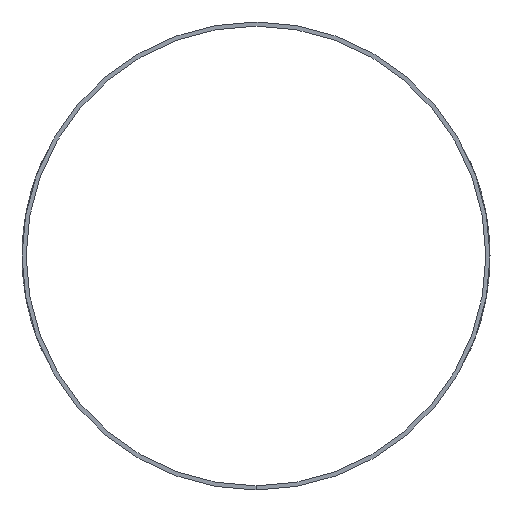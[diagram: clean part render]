
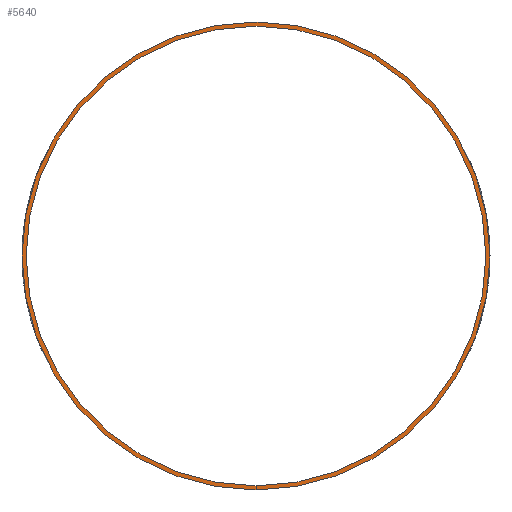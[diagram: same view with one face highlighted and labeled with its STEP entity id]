
A CAD part, front view. The second image highlights one B-rep face of the part: STEP entity #5640.
In plain terms, the highlighted planar face has unit normal (0, -1, 0).
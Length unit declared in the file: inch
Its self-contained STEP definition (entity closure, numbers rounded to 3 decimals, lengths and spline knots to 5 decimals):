
#260 = DIRECTION ( 'NONE',  ( 0., 0., -1. ) ) ;
#293 = LINE ( 'NONE', #1656, #3559 ) ;
#408 = DIRECTION ( 'NONE',  ( 0., 0., 1. ) ) ;
#502 = CARTESIAN_POINT ( 'NONE',  ( 0.0012, 0., -6.9 ) ) ;
#640 = VECTOR ( 'NONE', #4772, 39.37008 ) ;
#853 = CARTESIAN_POINT ( 'NONE',  ( 0., 0., 0. ) ) ;
#854 = VERTEX_POINT ( 'NONE', #3817 ) ;
#1450 = FACE_OUTER_BOUND ( 'NONE', #1833, .T. ) ;
#1575 = VERTEX_POINT ( 'NONE', #5814 ) ;
#1656 = CARTESIAN_POINT ( 'NONE',  ( 0., 0., -6.9 ) ) ;
#1833 = EDGE_LOOP ( 'NONE', ( #4138, #2640, #3705, #5935 ) ) ;
#1862 = VERTEX_POINT ( 'NONE', #3424 ) ;
#2052 = CIRCLE ( 'NONE', #5758, 6.9 ) ;
#2272 = DIRECTION ( 'NONE',  ( 0., 1., 0. ) ) ;
#2366 = DIRECTION ( 'NONE',  ( 0., -1., 0. ) ) ;
#2640 = ORIENTED_EDGE ( 'NONE', *, *, #6174, .T. ) ;
#2756 = DIRECTION ( 'NONE',  ( 0., 0., -1. ) ) ;
#3221 = EDGE_CURVE ( 'NONE', #4580, #1575, #6069, .T. ) ;
#3353 = AXIS2_PLACEMENT_3D ( 'NONE', #4723, #4160, #2756 ) ;
#3358 = PLANE ( 'NONE',  #5858 ) ;
#3424 = CARTESIAN_POINT ( 'NONE',  ( 0.0012, 0., -6.9 ) ) ;
#3559 = VECTOR ( 'NONE', #260, 39.37008 ) ;
#3705 = ORIENTED_EDGE ( 'NONE', *, *, #3221, .T. ) ;
#3754 = EDGE_CURVE ( 'NONE', #854, #1575, #293, .T. ) ;
#3817 = CARTESIAN_POINT ( 'NONE',  ( 0., 0., -6.9 ) ) ;
#4138 = ORIENTED_EDGE ( 'NONE', *, *, #6059, .F. ) ;
#4154 = DIRECTION ( 'NONE',  ( 0., 0., -1. ) ) ;
#4160 = DIRECTION ( 'NONE',  ( 0., -1., 0. ) ) ;
#4580 = VERTEX_POINT ( 'NONE', #5829 ) ;
#4723 = CARTESIAN_POINT ( 'NONE',  ( 0., 0., 0. ) ) ;
#4772 = DIRECTION ( 'NONE',  ( 0., 0., -1. ) ) ;
#5640 = ADVANCED_FACE ( 'NONE', ( #1450 ), #3358, .F. ) ;
#5758 = AXIS2_PLACEMENT_3D ( 'NONE', #6195, #2366, #4154 ) ;
#5814 = CARTESIAN_POINT ( 'NONE',  ( 0., 0., -7.025 ) ) ;
#5829 = CARTESIAN_POINT ( 'NONE',  ( 0.00123, 0., -7.025 ) ) ;
#5858 = AXIS2_PLACEMENT_3D ( 'NONE', #853, #2272, #408 ) ;
#5935 = ORIENTED_EDGE ( 'NONE', *, *, #3754, .F. ) ;
#6059 = EDGE_CURVE ( 'NONE', #1862, #854, #2052, .T. ) ;
#6069 = CIRCLE ( 'NONE', #3353, 7.025 ) ;
#6079 = LINE ( 'NONE', #502, #640 ) ;
#6174 = EDGE_CURVE ( 'NONE', #1862, #4580, #6079, .T. ) ;
#6195 = CARTESIAN_POINT ( 'NONE',  ( 0., 0., 0. ) ) ;
